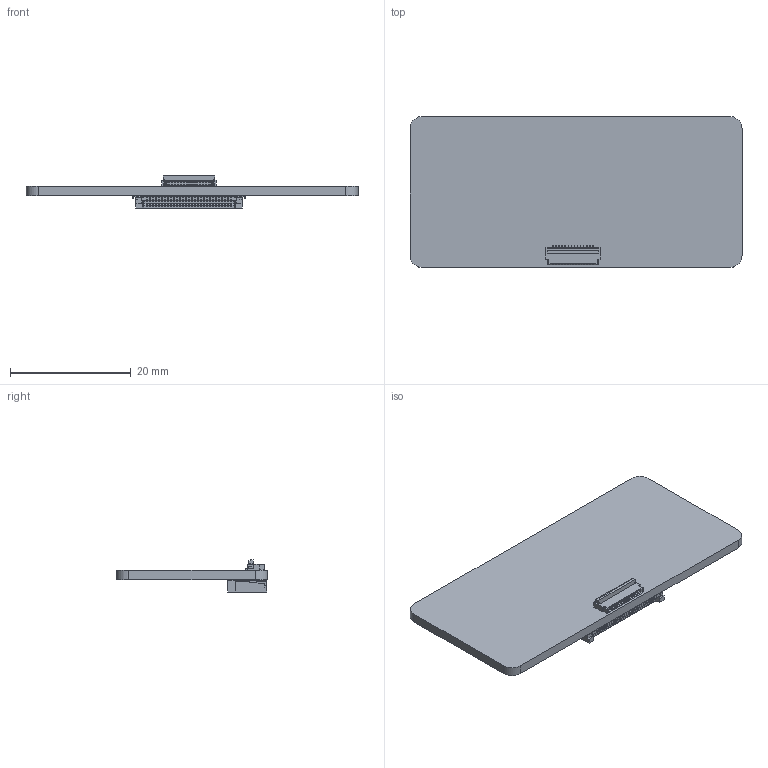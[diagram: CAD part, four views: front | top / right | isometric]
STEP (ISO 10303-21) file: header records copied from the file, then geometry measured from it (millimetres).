
FILE_DESCRIPTION(('Open CASCADE Model'),'2;1');
FILE_NAME('Open CASCADE Shape Model','2023-10-11T15:32:11',('Author'),( 'Open CASCADE'),'Open CASCADE STEP processor 7.5','Open CASCADE 7.5' ,'Unknown');
FILE_SCHEMA(('AUTOMOTIVE_DESIGN { 1 0 10303 214 1 1 1 1 }'));
Length unit declared in the file: millimetre
Products named in the file (12): PCB; Board; Open CASCADE STEP translator 7.5 6.1.1; J2; XF3M_1_1415_1B; J3; FFC2B28-14-G; FFC2B28_SP; FFC2B28-14-G_C; FFC2B28-G_P; FFC2B28-14-G_H; FFC2B28-14-G_D
Assembly tree (25 placements, depth 4):
  PCB
    Board
      Open CASCADE STEP translator 7.5 6.1.1
    J2
      XF3M_1_1415_1B
    J3
      FFC2B28-14-G
        FFC2B28_SP  x2
        FFC2B28-14-G_C
        FFC2B28-G_P  x14
        FFC2B28-14-G_H
        FFC2B28-14-G_D
Bounding box: 55 x 25 x 5.31 mm (x, y, z)
Volume: 2340.6 mm3; surface area: 3812.3 mm2
Topology: 20 solids, 20 shells, 2376 faces, 6732 edges, 4391 vertices
Faces by surface type: plane 2187, cylinder 189
Entity records: 60789 total; most frequent: CARTESIAN_POINT 10467, ORIENTED_EDGE 10434, DIRECTION 9095, EDGE_CURVE 5217, LINE 5077, VECTOR 5077, VERTEX_POINT 3380, AXIS2_PLACEMENT_3D 2009
